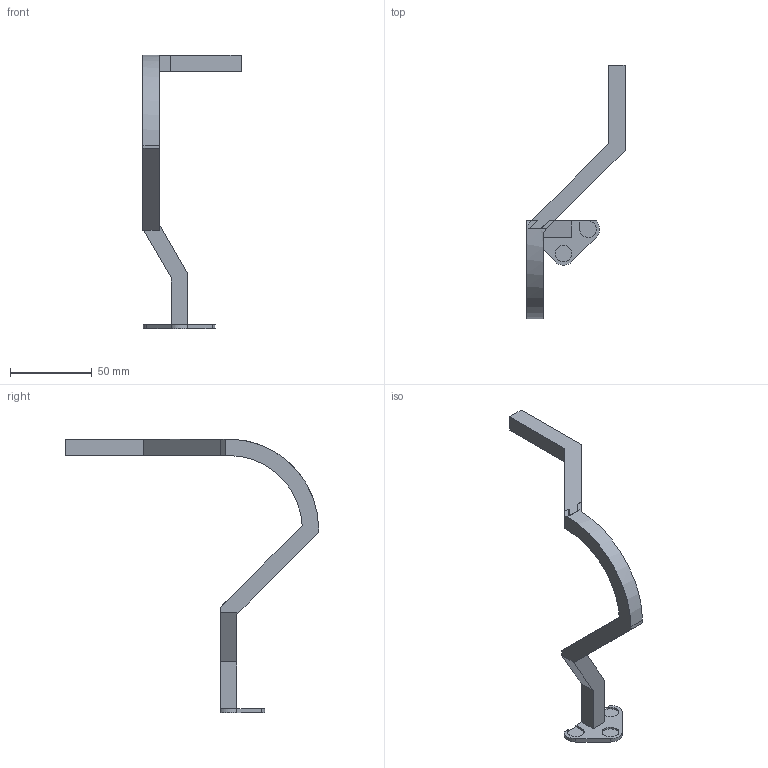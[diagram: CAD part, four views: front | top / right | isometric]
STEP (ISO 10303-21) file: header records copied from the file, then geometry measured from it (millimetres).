
FILE_DESCRIPTION(/* description */ (''),/* implementation_level */ '2;1');
FILE_NAME(/* name */ 'E.step',/* time_stamp */ '2025-10-23T19:10:29+02:00',/* author */ (''),/* organization */ (''),/* preprocessor_version */ 'ST-DEVELOPER v20.1',/* originating_system */ 'Autodesk Translation Framework v14.17.0.0',/* authorisation */ '');
FILE_SCHEMA (('AUTOMOTIVE_DESIGN { 1 0 10303 214 3 1 1 }'));
Length unit declared in the file: millimetre
Products named in the file (1): E
Bounding box: 60 x 155 x 167.5 mm (x, y, z)
Volume: 35165.6 mm3; surface area: 15973.2 mm2
Topology: 2 solids, 2 shells, 52 faces, 141 edges, 94 vertices
Faces by surface type: plane 44, cylinder 8
Full cylindrical faces by diameter (mm): 10.2 x1
Entity records: 1656 total; most frequent: CARTESIAN_POINT 288, ORIENTED_EDGE 282, DIRECTION 266, EDGE_CURVE 141, LINE 122, VECTOR 122, VERTEX_POINT 94, AXIS2_PLACEMENT_3D 72
